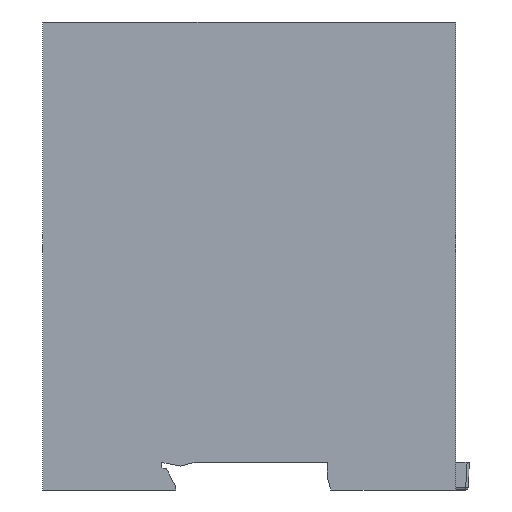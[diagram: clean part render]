
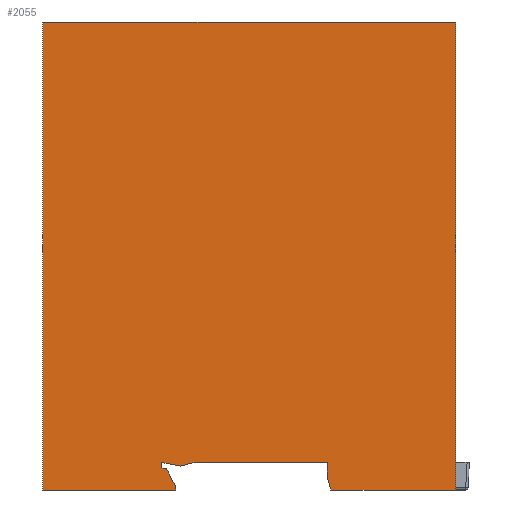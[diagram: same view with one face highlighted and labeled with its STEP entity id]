
A CAD part, left-side view. The second image highlights one B-rep face of the part: STEP entity #2055.
In plain terms, the highlighted planar face has unit normal (-1, 0, 0).
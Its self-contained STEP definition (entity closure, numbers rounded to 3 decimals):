
#22 = VECTOR ( 'NONE', #558, 1000. ) ;
#24 = VECTOR ( 'NONE', #1542, 1000. ) ;
#32 = LINE ( 'NONE', #978, #1960 ) ;
#79 = VECTOR ( 'NONE', #1890, 1000. ) ;
#90 = VECTOR ( 'NONE', #2052, 1000. ) ;
#92 = ORIENTED_EDGE ( 'NONE', *, *, #547, .F. ) ;
#95 = DIRECTION ( 'NONE',  ( 0., 0., -1. ) ) ;
#98 = ORIENTED_EDGE ( 'NONE', *, *, #2060, .T. ) ;
#110 = CARTESIAN_POINT ( 'NONE',  ( -16., -17.8, -51. ) ) ;
#139 = EDGE_CURVE ( 'NONE', #2283, #2078, #442, .T. ) ;
#143 = EDGE_CURVE ( 'NONE', #1828, #382, #783, .T. ) ;
#189 = ORIENTED_EDGE ( 'NONE', *, *, #1876, .T. ) ;
#222 = LINE ( 'NONE', #1312, #79 ) ;
#238 = VECTOR ( 'NONE', #268, 1000. ) ;
#247 = DIRECTION ( 'NONE',  ( 0., 0., 1. ) ) ;
#268 = DIRECTION ( 'NONE',  ( 0., 0., 1. ) ) ;
#283 = LINE ( 'NONE', #2366, #2213 ) ;
#297 = CARTESIAN_POINT ( 'NONE',  ( -16., 16., -50.2 ) ) ;
#347 = FACE_OUTER_BOUND ( 'NONE', #440, .T. ) ;
#382 = VERTEX_POINT ( 'NONE', #1661 ) ;
#402 = CARTESIAN_POINT ( 'NONE',  ( -16., 18.019, -46.396 ) ) ;
#403 = LINE ( 'NONE', #1030, #691 ) ;
#440 = EDGE_LOOP ( 'NONE', ( #577, #189, #1851, #1356, #92, #1991, #630, #663, #1392, #557, #98, #2159, #526, #2381 ) ) ;
#442 = LINE ( 'NONE', #2148, #238 ) ;
#481 = CARTESIAN_POINT ( 'NONE',  ( -16., 16., -50.2 ) ) ;
#526 = ORIENTED_EDGE ( 'NONE', *, *, #1431, .T. ) ;
#547 = EDGE_CURVE ( 'NONE', #644, #1769, #32, .T. ) ;
#557 = ORIENTED_EDGE ( 'NONE', *, *, #658, .T. ) ;
#558 = DIRECTION ( 'NONE',  ( 0., 0., -1. ) ) ;
#577 = ORIENTED_EDGE ( 'NONE', *, *, #593, .T. ) ;
#593 = EDGE_CURVE ( 'NONE', #615, #1135, #1903, .T. ) ;
#615 = VERTEX_POINT ( 'NONE', #1179 ) ;
#616 = AXIS2_PLACEMENT_3D ( 'NONE', #1439, #2375, #859 ) ;
#621 = DIRECTION ( 'NONE',  ( 0., 1., 0. ) ) ;
#630 = ORIENTED_EDGE ( 'NONE', *, *, #982, .F. ) ;
#633 = LINE ( 'NONE', #297, #1878 ) ;
#642 = CARTESIAN_POINT ( 'NONE',  ( -16., 12., -45. ) ) ;
#644 = VERTEX_POINT ( 'NONE', #1599 ) ;
#658 = EDGE_CURVE ( 'NONE', #2029, #1622, #633, .T. ) ;
#663 = ORIENTED_EDGE ( 'NONE', *, *, #139, .F. ) ;
#673 = CARTESIAN_POINT ( 'NONE',  ( -16., -45., 51. ) ) ;
#674 = VECTOR ( 'NONE', #1790, 1000. ) ;
#691 = VECTOR ( 'NONE', #1984, 1000. ) ;
#703 = VERTEX_POINT ( 'NONE', #1964 ) ;
#771 = VECTOR ( 'NONE', #2339, 1000. ) ;
#783 = LINE ( 'NONE', #1212, #674 ) ;
#808 = VERTEX_POINT ( 'NONE', #2204 ) ;
#843 = DIRECTION ( 'NONE',  ( 0., -0.981, -0.196 ) ) ;
#853 = PLANE ( 'NONE',  #616 ) ;
#859 = DIRECTION ( 'NONE',  ( 0., 0., 1. ) ) ;
#860 = LINE ( 'NONE', #673, #1122 ) ;
#978 = CARTESIAN_POINT ( 'NONE',  ( -16., -45., -51. ) ) ;
#982 = EDGE_CURVE ( 'NONE', #2078, #2017, #1764, .T. ) ;
#1030 = CARTESIAN_POINT ( 'NONE',  ( -16., 18.019, -46.396 ) ) ;
#1122 = VECTOR ( 'NONE', #95, 1000. ) ;
#1135 = VERTEX_POINT ( 'NONE', #642 ) ;
#1179 = CARTESIAN_POINT ( 'NONE',  ( -16., 15., -45.8 ) ) ;
#1207 = CARTESIAN_POINT ( 'NONE',  ( -16., -45., 51. ) ) ;
#1212 = CARTESIAN_POINT ( 'NONE',  ( -16., 19., -46.2 ) ) ;
#1221 = VECTOR ( 'NONE', #247, 1000. ) ;
#1233 = CARTESIAN_POINT ( 'NONE',  ( -16., -17., -45. ) ) ;
#1249 = LINE ( 'NONE', #1716, #24 ) ;
#1267 = CARTESIAN_POINT ( 'NONE',  ( -16., 45., -51. ) ) ;
#1283 = CARTESIAN_POINT ( 'NONE',  ( -16., -45., 51. ) ) ;
#1312 = CARTESIAN_POINT ( 'NONE',  ( -16., -45., -51. ) ) ;
#1356 = ORIENTED_EDGE ( 'NONE', *, *, #1614, .T. ) ;
#1378 = CARTESIAN_POINT ( 'NONE',  ( -16., 12., -45. ) ) ;
#1392 = ORIENTED_EDGE ( 'NONE', *, *, #2380, .F. ) ;
#1403 = CARTESIAN_POINT ( 'NONE',  ( -16., 16., -51. ) ) ;
#1415 = VECTOR ( 'NONE', #2296, 1000. ) ;
#1431 = EDGE_CURVE ( 'NONE', #382, #703, #1437, .T. ) ;
#1437 = LINE ( 'NONE', #2120, #1221 ) ;
#1439 = CARTESIAN_POINT ( 'NONE',  ( -16., 0., 0. ) ) ;
#1454 = CARTESIAN_POINT ( 'NONE',  ( -16., 45., 51. ) ) ;
#1523 = CARTESIAN_POINT ( 'NONE',  ( -16., -17., -51. ) ) ;
#1542 = DIRECTION ( 'NONE',  ( 0., -1., 0. ) ) ;
#1599 = CARTESIAN_POINT ( 'NONE',  ( -16., -45., -51. ) ) ;
#1614 = EDGE_CURVE ( 'NONE', #808, #1769, #1870, .T. ) ;
#1622 = VERTEX_POINT ( 'NONE', #481 ) ;
#1661 = CARTESIAN_POINT ( 'NONE',  ( -16., 19., -46.2 ) ) ;
#1679 = EDGE_CURVE ( 'NONE', #703, #615, #283, .T. ) ;
#1716 = CARTESIAN_POINT ( 'NONE',  ( -16., -17., -45. ) ) ;
#1764 = LINE ( 'NONE', #1283, #90 ) ;
#1769 = VERTEX_POINT ( 'NONE', #2019 ) ;
#1790 = DIRECTION ( 'NONE',  ( 0., 0.981, 0.196 ) ) ;
#1828 = VERTEX_POINT ( 'NONE', #402 ) ;
#1851 = ORIENTED_EDGE ( 'NONE', *, *, #2343, .T. ) ;
#1870 = LINE ( 'NONE', #110, #771 ) ;
#1876 = EDGE_CURVE ( 'NONE', #1135, #2083, #1249, .T. ) ;
#1878 = VECTOR ( 'NONE', #1953, 1000. ) ;
#1890 = DIRECTION ( 'NONE',  ( 0., 1., 0. ) ) ;
#1903 = LINE ( 'NONE', #1378, #1415 ) ;
#1953 = DIRECTION ( 'NONE',  ( 0., 0., 1. ) ) ;
#1960 = VECTOR ( 'NONE', #621, 1000. ) ;
#1964 = CARTESIAN_POINT ( 'NONE',  ( -16., 19., -45. ) ) ;
#1984 = DIRECTION ( 'NONE',  ( 0., 0.469, 0.883 ) ) ;
#1991 = ORIENTED_EDGE ( 'NONE', *, *, #2230, .F. ) ;
#2017 = VERTEX_POINT ( 'NONE', #1207 ) ;
#2019 = CARTESIAN_POINT ( 'NONE',  ( -16., -17.8, -51. ) ) ;
#2029 = VERTEX_POINT ( 'NONE', #1403 ) ;
#2052 = DIRECTION ( 'NONE',  ( 0., -1., 0. ) ) ;
#2055 = ADVANCED_FACE ( 'NONE', ( #347 ), #853, .T. ) ;
#2060 = EDGE_CURVE ( 'NONE', #1622, #1828, #403, .T. ) ;
#2078 = VERTEX_POINT ( 'NONE', #1454 ) ;
#2083 = VERTEX_POINT ( 'NONE', #1233 ) ;
#2120 = CARTESIAN_POINT ( 'NONE',  ( -16., 19., -45. ) ) ;
#2148 = CARTESIAN_POINT ( 'NONE',  ( -16., 45., 51. ) ) ;
#2159 = ORIENTED_EDGE ( 'NONE', *, *, #143, .T. ) ;
#2204 = CARTESIAN_POINT ( 'NONE',  ( -16., -17., -48. ) ) ;
#2213 = VECTOR ( 'NONE', #843, 1000. ) ;
#2230 = EDGE_CURVE ( 'NONE', #2017, #644, #860, .T. ) ;
#2263 = LINE ( 'NONE', #1523, #22 ) ;
#2283 = VERTEX_POINT ( 'NONE', #1267 ) ;
#2296 = DIRECTION ( 'NONE',  ( 0., -0.966, 0.258 ) ) ;
#2339 = DIRECTION ( 'NONE',  ( 0., -0.258, -0.966 ) ) ;
#2343 = EDGE_CURVE ( 'NONE', #2083, #808, #2263, .T. ) ;
#2366 = CARTESIAN_POINT ( 'NONE',  ( -16., 15., -45.8 ) ) ;
#2375 = DIRECTION ( 'NONE',  ( -1., 0., 0. ) ) ;
#2380 = EDGE_CURVE ( 'NONE', #2029, #2283, #222, .T. ) ;
#2381 = ORIENTED_EDGE ( 'NONE', *, *, #1679, .T. ) ;
